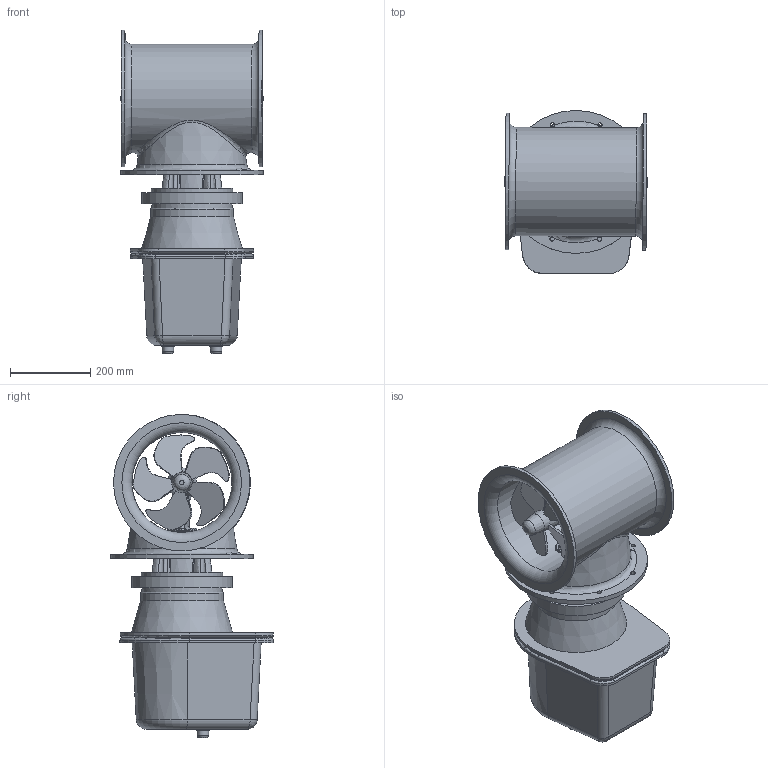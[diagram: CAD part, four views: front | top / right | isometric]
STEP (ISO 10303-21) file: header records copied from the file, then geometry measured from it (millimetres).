
FILE_DESCRIPTION(/* description */ (''),/* implementation_level */ '2;1');
FILE_NAME(/* name */ 'SE170_250mm STERN IP.stp',/* time_stamp */ '2016-03-18T13:45:41+01:00',/* author */ ('elvira'),/* organization */ (''),/* preprocessor_version */ 'ST-DEVELOPER v16.1',/* originating_system */ 'Autodesk Inventor 2016',/* authorisation */ '');
FILE_SCHEMA (('AUTOMOTIVE_DESIGN { 1 0 10303 214 3 1 1 }'));
Length unit declared in the file: millimetre
Products named in the file (1): SE170-250 STERN IP
Bounding box: 356 x 405.81 x 804.73 mm (x, y, z)
Volume: 29797197.6 mm3; surface area: 1821232.5 mm2
Topology: 4 solids, 4 shells, 305 faces, 767 edges, 491 vertices
Faces by surface type: bspline 111, plane 81, cylinder 81, torus 16, cone 16
Full cylindrical faces by diameter (mm): 10.5 x8, 12 x2, 28.5 x2, 45 x1, 46 x1, 47 x1, 73 x1, 200 x1, 203 x1, 206 x1, 250 x2, 270 x1, 339.865 x2, 356 x1
Entity records: 25871 total; most frequent: CARTESIAN_POINT 19103, ORIENTED_EDGE 1398, DIRECTION 1057, EDGE_CURVE 697, VERTEX_POINT 470, AXIS2_PLACEMENT_3D 439, EDGE_LOOP 400, FACE_OUTER_BOUND 305
